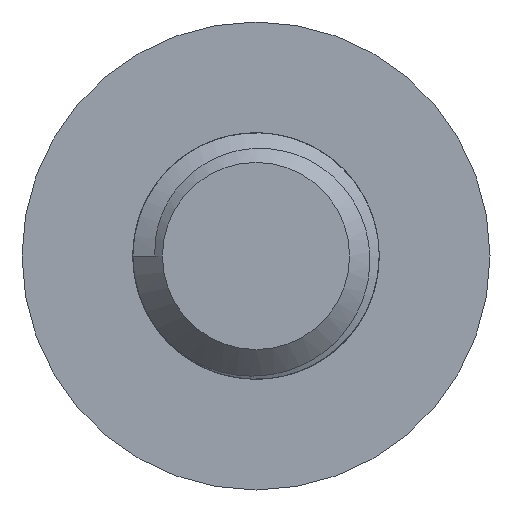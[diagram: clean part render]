
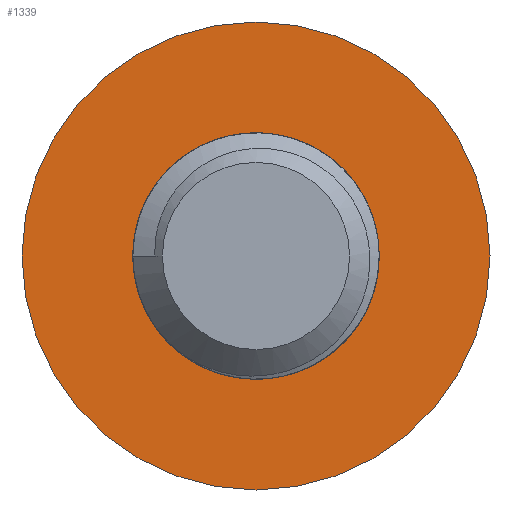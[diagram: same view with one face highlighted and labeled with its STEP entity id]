
A CAD part, left-side view. The second image highlights one B-rep face of the part: STEP entity #1339.
In plain terms, the highlighted face is planar.
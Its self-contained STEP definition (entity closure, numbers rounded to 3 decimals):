
#23=PLANE('',#1445);
#35=FACE_BOUND('',#249,.T.);
#95=CIRCLE('',#1400,2.5);
#96=CIRCLE('',#1403,2.5);
#99=CIRCLE('',#1431,4.75);
#108=CIRCLE('',#1446,2.5);
#168=FACE_OUTER_BOUND('',#248,.T.);
#248=EDGE_LOOP('',(#1049));
#249=EDGE_LOOP('',(#1050,#1051,#1052));
#536=VERTEX_POINT('',#2703);
#537=VERTEX_POINT('',#2705);
#544=VERTEX_POINT('',#2769);
#594=VERTEX_POINT('',#4561);
#692=EDGE_CURVE('',#536,#537,#95,.T.);
#700=EDGE_CURVE('',#537,#544,#96,.T.);
#775=EDGE_CURVE('',#594,#594,#99,.T.);
#789=EDGE_CURVE('',#544,#536,#108,.T.);
#1049=ORIENTED_EDGE('',*,*,#775,.F.);
#1050=ORIENTED_EDGE('',*,*,#700,.F.);
#1051=ORIENTED_EDGE('',*,*,#692,.F.);
#1052=ORIENTED_EDGE('',*,*,#789,.F.);
#1339=ADVANCED_FACE('',(#168,#35),#23,.F.);
#1400=AXIS2_PLACEMENT_3D('',#2706,#1550,#1551);
#1403=AXIS2_PLACEMENT_3D('',#2770,#1559,#1560);
#1431=AXIS2_PLACEMENT_3D('',#4563,#1639,#1640);
#1445=AXIS2_PLACEMENT_3D('',#4662,#1669,#1670);
#1446=AXIS2_PLACEMENT_3D('',#4663,#1671,#1672);
#1550=DIRECTION('center_axis',(0.,0.,-1.));
#1551=DIRECTION('ref_axis',(1.,0.,0.));
#1559=DIRECTION('center_axis',(0.,0.,-1.));
#1560=DIRECTION('ref_axis',(1.,0.,0.));
#1639=DIRECTION('center_axis',(0.,0.,1.));
#1640=DIRECTION('ref_axis',(1.,0.,0.));
#1669=DIRECTION('center_axis',(0.,0.,1.));
#1670=DIRECTION('ref_axis',(1.,0.,0.));
#1671=DIRECTION('center_axis',(0.,0.,-1.));
#1672=DIRECTION('ref_axis',(1.,0.,0.));
#2703=CARTESIAN_POINT('',(0.,-2.5,-2.75));
#2705=CARTESIAN_POINT('',(-2.5,0.,-2.75));
#2706=CARTESIAN_POINT('Origin',(0.,0.,-2.75));
#2769=CARTESIAN_POINT('',(-1.768,1.768,-2.75));
#2770=CARTESIAN_POINT('Origin',(0.,0.,-2.75));
#4561=CARTESIAN_POINT('',(-4.75,0.,-2.75));
#4563=CARTESIAN_POINT('Origin',(0.,0.,-2.75));
#4662=CARTESIAN_POINT('Origin',(0.,-4.75,-2.75));
#4663=CARTESIAN_POINT('Origin',(0.,0.,-2.75));
